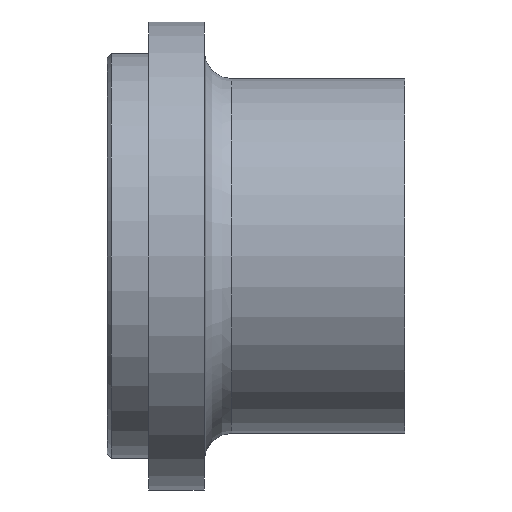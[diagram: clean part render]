
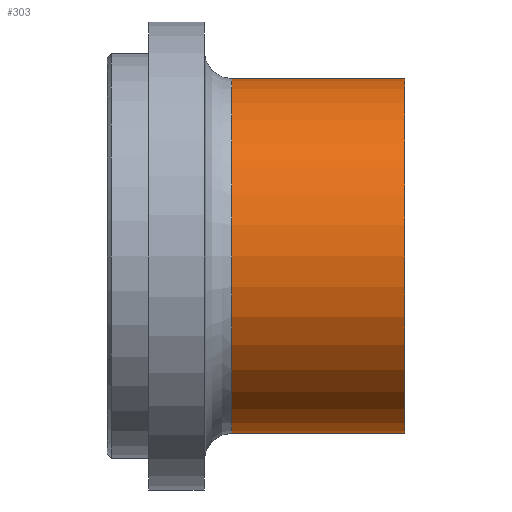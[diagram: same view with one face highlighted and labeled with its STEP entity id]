
A CAD part, front view. The second image highlights one B-rep face of the part: STEP entity #303.
In plain terms, the highlighted cylindrical face has radius 12.8 mm (diameter 25.6 mm), a full revolution.
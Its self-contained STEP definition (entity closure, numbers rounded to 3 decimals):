
#269=CARTESIAN_POINT('',(-12.5,12.8,0.0));
#270=VERTEX_POINT('',#269);
#271=CARTESIAN_POINT('',(-12.5,0.0,0.0));
#272=DIRECTION('',(1.0,0.0,0.0));
#273=DIRECTION('',(0.0,1.0,0.0));
#274=AXIS2_PLACEMENT_3D('',#271,#272,#273);
#275=CIRCLE('',#274,12.8);
#276=EDGE_CURVE('',#270,#270,#275,.T.);
#284=CARTESIAN_POINT('',(-6.25,0.0,0.0));
#285=DIRECTION('',(1.0,0.0,0.0));
#286=DIRECTION('',(0.0,1.0,0.0));
#287=AXIS2_PLACEMENT_3D('',#284,#285,#286);
#288=CYLINDRICAL_SURFACE('',#287,12.8);
#289=CARTESIAN_POINT('',(0.,12.8,0.0));
#290=VERTEX_POINT('',#289);
#291=CARTESIAN_POINT('',(0.,0.0,0.0));
#292=DIRECTION('',(1.0,0.0,0.0));
#293=DIRECTION('',(0.0,1.0,0.0));
#294=AXIS2_PLACEMENT_3D('',#291,#292,#293);
#295=CIRCLE('',#294,12.8);
#296=EDGE_CURVE('',#290,#290,#295,.T.);
#297=ORIENTED_EDGE('',*,*,#296,.F.);
#298=EDGE_LOOP('',(#297));
#299=FACE_OUTER_BOUND('',#298,.T.);
#300=ORIENTED_EDGE('',*,*,#276,.T.);
#301=EDGE_LOOP('',(#300));
#302=FACE_BOUND('',#301,.T.);
#303=ADVANCED_FACE('',(#299,#302),#288,.T.);
